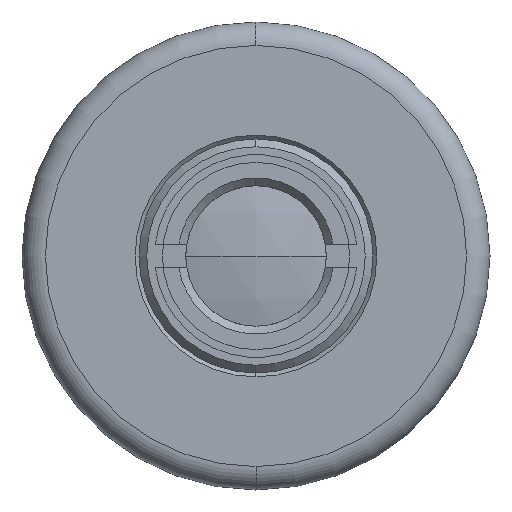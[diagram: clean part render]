
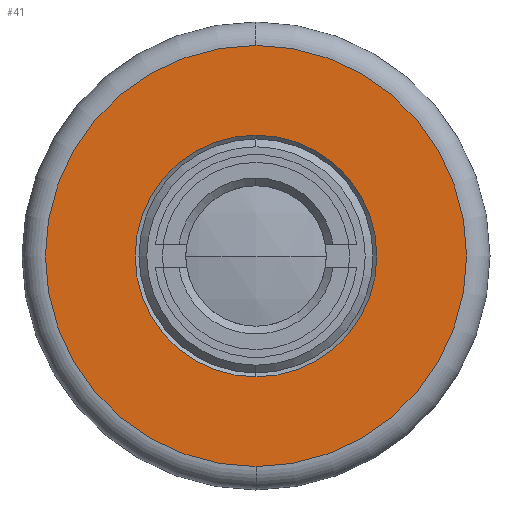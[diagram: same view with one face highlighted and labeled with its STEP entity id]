
A CAD part, left-side view. The second image highlights one B-rep face of the part: STEP entity #41.
In plain terms, the highlighted planar face has unit normal (-1, 0, 0).
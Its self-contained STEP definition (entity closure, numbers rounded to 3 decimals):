
#28 = CARTESIAN_POINT ( 'NONE',  ( 3.629, 0., -13.5 ) ) ;
#29 = DIRECTION ( 'NONE',  ( -1., 0., 0. ) ) ;
#36 = VERTEX_POINT ( 'NONE', #148 ) ;
#41 = ADVANCED_FACE ( 'NONE', ( #198, #1292 ), #675, .F. ) ;
#54 = DIRECTION ( 'NONE',  ( 0., 0., -1. ) ) ;
#78 = VERTEX_POINT ( 'NONE', #1200 ) ;
#92 = EDGE_LOOP ( 'NONE', ( #1342, #387 ) ) ;
#102 = DIRECTION ( 'NONE',  ( 1., 0., 0. ) ) ;
#148 = CARTESIAN_POINT ( 'NONE',  ( 3.629, 0., 7.75 ) ) ;
#198 = FACE_OUTER_BOUND ( 'NONE', #643, .T. ) ;
#200 = ORIENTED_EDGE ( 'NONE', *, *, #1417, .T. ) ;
#281 = CIRCLE ( 'NONE', #1530, 13.5 ) ;
#302 = EDGE_CURVE ( 'NONE', #36, #78, #714, .T. ) ;
#387 = ORIENTED_EDGE ( 'NONE', *, *, #1025, .T. ) ;
#471 = CIRCLE ( 'NONE', #706, 7.75 ) ;
#597 = ORIENTED_EDGE ( 'NONE', *, *, #1503, .T. ) ;
#643 = EDGE_LOOP ( 'NONE', ( #200, #597 ) ) ;
#666 = CIRCLE ( 'NONE', #1580, 13.5 ) ;
#675 = PLANE ( 'NONE',  #1572 ) ;
#699 = CARTESIAN_POINT ( 'NONE',  ( 3.629, 7.25, 0. ) ) ;
#706 = AXIS2_PLACEMENT_3D ( 'NONE', #916, #1429, #54 ) ;
#714 = CIRCLE ( 'NONE', #1127, 7.75 ) ;
#793 = CARTESIAN_POINT ( 'NONE',  ( 3.629, 0., 0. ) ) ;
#835 = CARTESIAN_POINT ( 'NONE',  ( 3.629, 0., 0. ) ) ;
#869 = VERTEX_POINT ( 'NONE', #28 ) ;
#901 = CARTESIAN_POINT ( 'NONE',  ( 3.629, 0., 13.5 ) ) ;
#916 = CARTESIAN_POINT ( 'NONE',  ( 3.629, 0., 0. ) ) ;
#978 = CARTESIAN_POINT ( 'NONE',  ( 3.629, 0., 0. ) ) ;
#1025 = EDGE_CURVE ( 'NONE', #78, #36, #471, .T. ) ;
#1127 = AXIS2_PLACEMENT_3D ( 'NONE', #835, #102, #1215 ) ;
#1161 = DIRECTION ( 'NONE',  ( 0., 0., -1. ) ) ;
#1200 = CARTESIAN_POINT ( 'NONE',  ( 3.629, 0., -7.75 ) ) ;
#1215 = DIRECTION ( 'NONE',  ( 0., 0., -1. ) ) ;
#1247 = DIRECTION ( 'NONE',  ( -1., 0., 0. ) ) ;
#1292 = FACE_BOUND ( 'NONE', #92, .T. ) ;
#1342 = ORIENTED_EDGE ( 'NONE', *, *, #302, .T. ) ;
#1414 = DIRECTION ( 'NONE',  ( 0., 0., -1. ) ) ;
#1417 = EDGE_CURVE ( 'NONE', #869, #1582, #666, .T. ) ;
#1429 = DIRECTION ( 'NONE',  ( 1., 0., 0. ) ) ;
#1439 = DIRECTION ( 'NONE',  ( 1., 0., 0. ) ) ;
#1466 = DIRECTION ( 'NONE',  ( 0., 0., -1. ) ) ;
#1503 = EDGE_CURVE ( 'NONE', #1582, #869, #281, .T. ) ;
#1530 = AXIS2_PLACEMENT_3D ( 'NONE', #793, #29, #1161 ) ;
#1572 = AXIS2_PLACEMENT_3D ( 'NONE', #699, #1439, #1414 ) ;
#1580 = AXIS2_PLACEMENT_3D ( 'NONE', #978, #1247, #1466 ) ;
#1582 = VERTEX_POINT ( 'NONE', #901 ) ;
